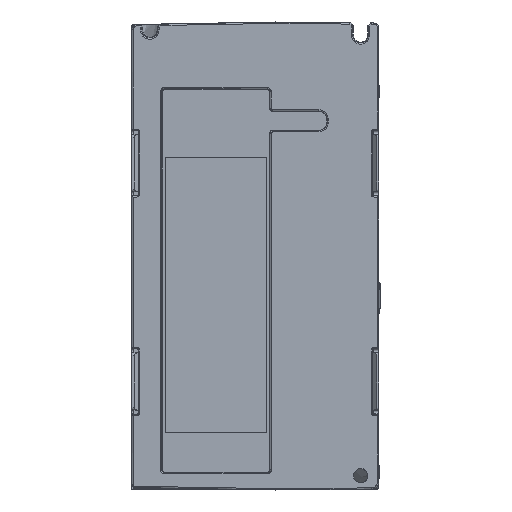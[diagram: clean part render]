
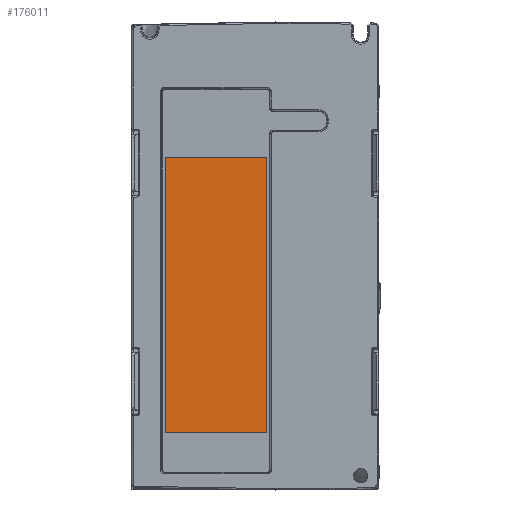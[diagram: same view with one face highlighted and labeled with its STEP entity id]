
A CAD part, front view. The second image highlights one B-rep face of the part: STEP entity #176011.
In plain terms, the highlighted planar face has unit normal (0, -1, 0).
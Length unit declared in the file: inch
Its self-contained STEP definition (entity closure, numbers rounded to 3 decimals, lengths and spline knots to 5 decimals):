
#13142 = CARTESIAN_POINT ( 'NONE',  ( -1.10433, -7.77559, -5.43307 ) ) ;
#16341 = LINE ( 'NONE', #99204, #28878 ) ;
#26075 = CARTESIAN_POINT ( 'NONE',  ( -1.10433, -7.77559, -1.25984 ) ) ;
#27381 = CARTESIAN_POINT ( 'NONE',  ( -2.63976, -7.77559, -1.25984 ) ) ;
#28878 = VECTOR ( 'NONE', #149618, 39.37008 ) ;
#36313 = VERTEX_POINT ( 'NONE', #111490 ) ;
#36973 = LINE ( 'NONE', #147252, #154712 ) ;
#37229 = EDGE_CURVE ( 'NONE', #54683, #36313, #147847, .T. ) ;
#44775 = ORIENTED_EDGE ( 'NONE', *, *, #142126, .F. ) ;
#54683 = VERTEX_POINT ( 'NONE', #27381 ) ;
#65582 = EDGE_CURVE ( 'NONE', #102832, #79746, #171574, .T. ) ;
#69080 = CARTESIAN_POINT ( 'NONE',  ( -1.87205, -7.77559, -3.34646 ) ) ;
#79746 = VERTEX_POINT ( 'NONE', #13142 ) ;
#89516 = AXIS2_PLACEMENT_3D ( 'NONE', #69080, #115978, #99175 ) ;
#90928 = ORIENTED_EDGE ( 'NONE', *, *, #65582, .T. ) ;
#96178 = DIRECTION ( 'NONE',  ( 1., 0., 0. ) ) ;
#99175 = DIRECTION ( 'NONE',  ( 0., 0., -1. ) ) ;
#99204 = CARTESIAN_POINT ( 'NONE',  ( -1.10433, -7.77559, -5.43307 ) ) ;
#102832 = VERTEX_POINT ( 'NONE', #178439 ) ;
#111456 = VECTOR ( 'NONE', #96178, 39.37008 ) ;
#111490 = CARTESIAN_POINT ( 'NONE',  ( -1.10433, -7.77559, -1.25984 ) ) ;
#115978 = DIRECTION ( 'NONE',  ( 0., -1., 0. ) ) ;
#120996 = ORIENTED_EDGE ( 'NONE', *, *, #157634, .F. ) ;
#131425 = PLANE ( 'NONE',  #89516 ) ;
#138870 = ORIENTED_EDGE ( 'NONE', *, *, #37229, .F. ) ;
#142126 = EDGE_CURVE ( 'NONE', #102832, #54683, #36973, .T. ) ;
#147252 = CARTESIAN_POINT ( 'NONE',  ( -2.63976, -7.77559, -1.25984 ) ) ;
#147847 = LINE ( 'NONE', #26075, #187849 ) ;
#149618 = DIRECTION ( 'NONE',  ( 0., 0., -1. ) ) ;
#154712 = VECTOR ( 'NONE', #162644, 39.37008 ) ;
#157634 = EDGE_CURVE ( 'NONE', #36313, #79746, #16341, .T. ) ;
#162644 = DIRECTION ( 'NONE',  ( 0., 0., 1. ) ) ;
#171574 = LINE ( 'NONE', #192851, #111456 ) ;
#176011 = ADVANCED_FACE ( 'NONE', ( #198862 ), #131425, .T. ) ;
#178439 = CARTESIAN_POINT ( 'NONE',  ( -2.63976, -7.77559, -5.43307 ) ) ;
#187849 = VECTOR ( 'NONE', #203221, 39.37008 ) ;
#192851 = CARTESIAN_POINT ( 'NONE',  ( -1.87205, -7.77559, -5.43307 ) ) ;
#198862 = FACE_OUTER_BOUND ( 'NONE', #202823, .T. ) ;
#202823 = EDGE_LOOP ( 'NONE', ( #120996, #138870, #44775, #90928 ) ) ;
#203221 = DIRECTION ( 'NONE',  ( 1., 0., 0. ) ) ;
